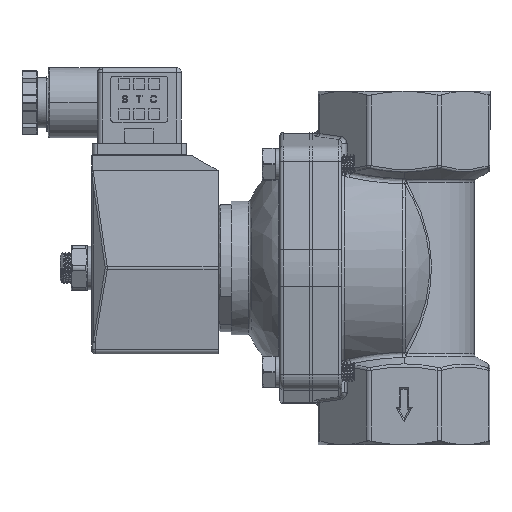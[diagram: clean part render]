
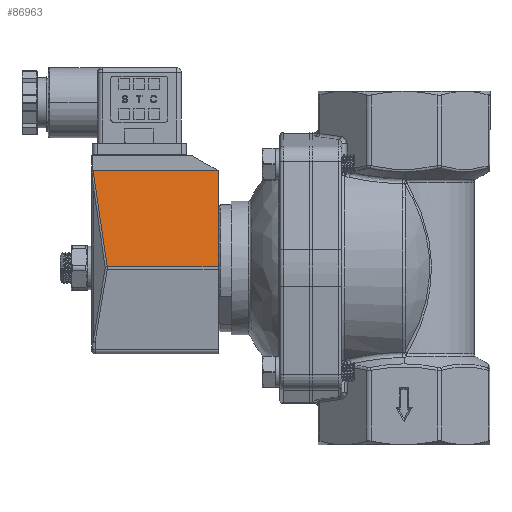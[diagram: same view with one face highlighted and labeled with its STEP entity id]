
A CAD part, left-side view. The second image highlights one B-rep face of the part: STEP entity #86963.
In plain terms, the highlighted planar face has unit normal (-0.992, 0, 0.123).
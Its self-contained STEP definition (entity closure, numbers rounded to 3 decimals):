
#1411 = ORIENTED_EDGE ( 'NONE', *, *, #29595, .T. ) ;
#7329 = ORIENTED_EDGE ( 'NONE', *, *, #121435, .T. ) ;
#9275 = DIRECTION ( 'NONE',  ( 0., 1., 0. ) ) ;
#11324 = DIRECTION ( 'NONE',  ( -0.992, 0., 0.123 ) ) ;
#16633 = VECTOR ( 'NONE', #122899, 1000. ) ;
#17100 = AXIS2_PLACEMENT_3D ( 'NONE', #80497, #11324, #92166 ) ;
#20215 = LINE ( 'NONE', #122401, #16633 ) ;
#28921 = FACE_OUTER_BOUND ( 'NONE', #31500, .T. ) ;
#29595 = EDGE_CURVE ( 'NONE', #117084, #90266, #20215, .T. ) ;
#31500 = EDGE_LOOP ( 'NONE', ( #1411, #145983, #53582, #7329 ) ) ;
#32088 = VECTOR ( 'NONE', #97134, 1000. ) ;
#34201 = CARTESIAN_POINT ( 'NONE',  ( -22.943, 120.24, 0.392 ) ) ;
#36956 = LINE ( 'NONE', #63054, #94899 ) ;
#50881 = VECTOR ( 'NONE', #9275, 1000. ) ;
#53582 = ORIENTED_EDGE ( 'NONE', *, *, #80266, .F. ) ;
#62920 = LINE ( 'NONE', #96640, #32088 ) ;
#63054 = CARTESIAN_POINT ( 'NONE',  ( -19.212, 85.4, 30.581 ) ) ;
#66363 = VERTEX_POINT ( 'NONE', #111104 ) ;
#74623 = DIRECTION ( 'NONE',  ( -0.123, 0., -0.992 ) ) ;
#77022 = CARTESIAN_POINT ( 'NONE',  ( -22.943, 85.4, 0.392 ) ) ;
#78408 = CARTESIAN_POINT ( 'NONE',  ( -19.212, 125.056, 30.581 ) ) ;
#80266 = EDGE_CURVE ( 'NONE', #66363, #106349, #36956, .T. ) ;
#80497 = CARTESIAN_POINT ( 'NONE',  ( -22.992, 125.056, 0. ) ) ;
#81540 = CARTESIAN_POINT ( 'NONE',  ( -19.212, 124.683, 30.581 ) ) ;
#86963 = ADVANCED_FACE ( 'NONE', ( #28921 ), #125991, .T. ) ;
#90266 = VERTEX_POINT ( 'NONE', #34201 ) ;
#92166 = DIRECTION ( 'NONE',  ( -0.123, 0., -0.992 ) ) ;
#94899 = VECTOR ( 'NONE', #74623, 1000. ) ;
#96640 = CARTESIAN_POINT ( 'NONE',  ( -22.943, 125.056, 0.392 ) ) ;
#97134 = DIRECTION ( 'NONE',  ( 0., -1., 0. ) ) ;
#97453 = EDGE_CURVE ( 'NONE', #90266, #106349, #62920, .T. ) ;
#106349 = VERTEX_POINT ( 'NONE', #77022 ) ;
#111104 = CARTESIAN_POINT ( 'NONE',  ( -19.212, 85.4, 30.581 ) ) ;
#117084 = VERTEX_POINT ( 'NONE', #81540 ) ;
#121435 = EDGE_CURVE ( 'NONE', #66363, #117084, #139426, .T. ) ;
#122401 = CARTESIAN_POINT ( 'NONE',  ( -19.212, 124.683, 30.581 ) ) ;
#122899 = DIRECTION ( 'NONE',  ( -0.121, -0.145, -0.982 ) ) ;
#125991 = PLANE ( 'NONE',  #17100 ) ;
#139426 = LINE ( 'NONE', #78408, #50881 ) ;
#145983 = ORIENTED_EDGE ( 'NONE', *, *, #97453, .T. ) ;
